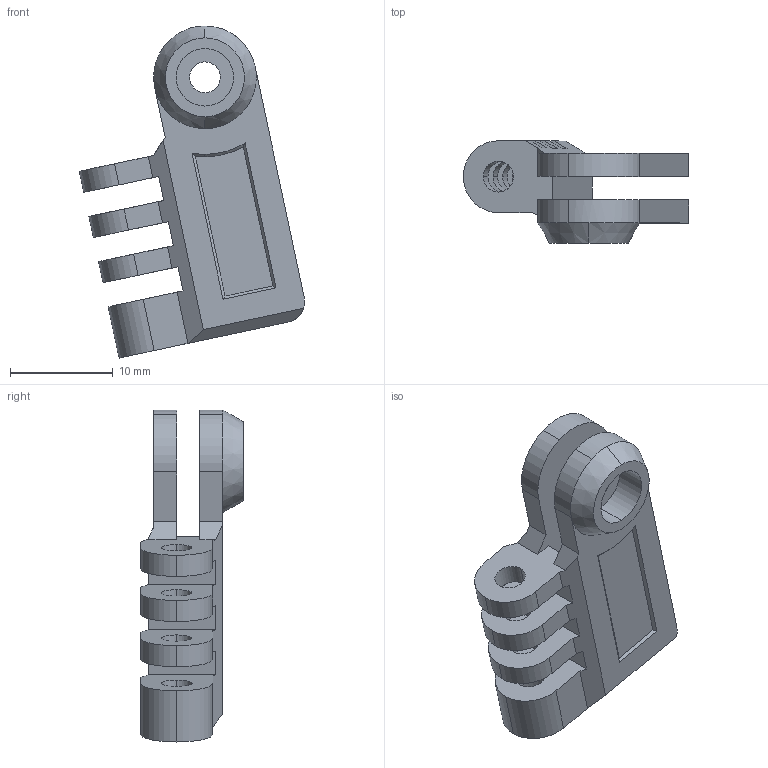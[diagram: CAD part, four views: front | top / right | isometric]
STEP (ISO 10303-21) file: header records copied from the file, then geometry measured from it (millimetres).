
FILE_DESCRIPTION (( 'STEP AP214' ), '1' );
FILE_NAME ('innerLeft.STEP', '2024-08-17T13:45:48', ( '' ), ( '' ), 'SwSTEP 2.0', 'SolidWorks 2023', '' );
FILE_SCHEMA (( 'AUTOMOTIVE_DESIGN' ));
Length unit declared in the file: millimetre
Products named in the file (1): innerLeft
Bounding box: 21.96 x 10 x 32.35 mm (x, y, z)
Volume: 1878.4 mm3; surface area: 2328.7 mm2
Topology: 1 solids, 1 shells, 74 faces, 204 edges, 135 vertices
Faces by surface type: plane 40, cylinder 30, cone 4
Entity records: 2422 total; most frequent: CARTESIAN_POINT 423, DIRECTION 420, ORIENTED_EDGE 408, EDGE_CURVE 204, AXIS2_PLACEMENT_3D 144, VERTEX_POINT 135, LINE 132, VECTOR 132
